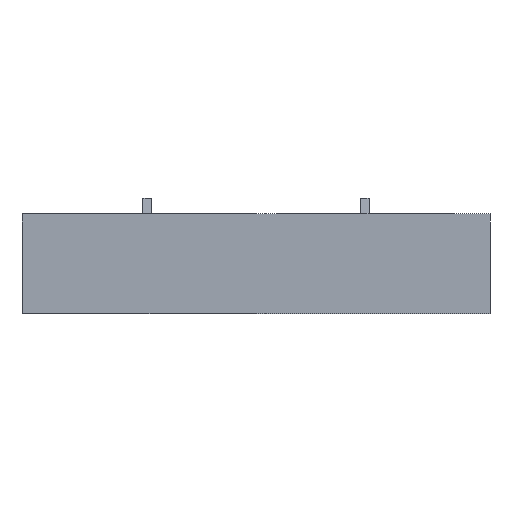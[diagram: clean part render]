
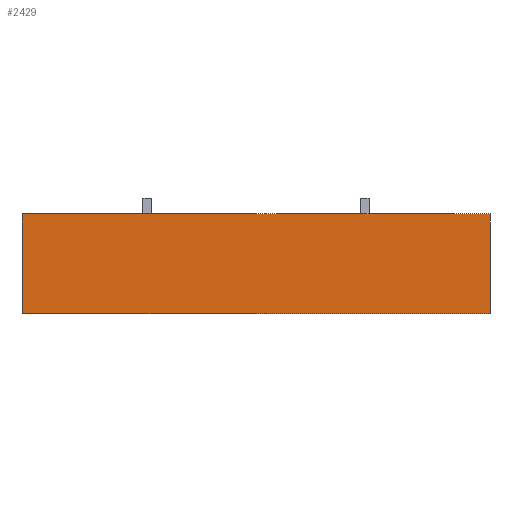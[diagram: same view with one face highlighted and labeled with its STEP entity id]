
A CAD part, front view. The second image highlights one B-rep face of the part: STEP entity #2429.
In plain terms, the highlighted planar face has unit normal (0, -1, 0).
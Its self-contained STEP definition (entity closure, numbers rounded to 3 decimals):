
#99 = AXIS2_PLACEMENT_3D ( 'NONE', #901, #900, #890 ) ;
#376 = CARTESIAN_POINT ( 'NONE',  ( 0., 15.064, 4.75 ) ) ;
#378 = DIRECTION ( 'NONE',  ( -1., 0., 0. ) ) ;
#499 = VERTEX_POINT ( 'NONE', #2320 ) ;
#517 = VERTEX_POINT ( 'NONE', #2305 ) ;
#626 = ORIENTED_EDGE ( 'NONE', *, *, #2541, .T. ) ;
#687 = VECTOR ( 'NONE', #378, 1000. ) ;
#692 = LINE ( 'NONE', #376, #687 ) ;
#832 = FACE_OUTER_BOUND ( 'NONE', #1912, .T. ) ;
#874 = CARTESIAN_POINT ( 'NONE',  ( 22.25, 15.064, -4.75 ) ) ;
#890 = DIRECTION ( 'NONE',  ( 0., 0., -1. ) ) ;
#900 = DIRECTION ( 'NONE',  ( 0., -1., 0. ) ) ;
#901 = CARTESIAN_POINT ( 'NONE',  ( 0., 15.064, 0. ) ) ;
#908 = VECTOR ( 'NONE', #1210, 1000. ) ;
#937 = LINE ( 'NONE', #1261, #908 ) ;
#952 = VERTEX_POINT ( 'NONE', #874 ) ;
#954 = PLANE ( 'NONE',  #99 ) ;
#1182 = VECTOR ( 'NONE', #1902, 1000. ) ;
#1200 = LINE ( 'NONE', #1917, #1182 ) ;
#1210 = DIRECTION ( 'NONE',  ( 0., 0., 1. ) ) ;
#1261 = CARTESIAN_POINT ( 'NONE',  ( 22.25, 15.064, 4.75 ) ) ;
#1372 = VERTEX_POINT ( 'NONE', #2806 ) ;
#1585 = VECTOR ( 'NONE', #2893, 1000. ) ;
#1597 = LINE ( 'NONE', #2922, #1585 ) ;
#1771 = EDGE_CURVE ( 'NONE', #517, #1372, #1597, .T. ) ;
#1902 = DIRECTION ( 'NONE',  ( 1., 0., 0. ) ) ;
#1912 = EDGE_LOOP ( 'NONE', ( #3029, #2121, #626, #3221 ) ) ;
#1917 = CARTESIAN_POINT ( 'NONE',  ( 0., 15.064, -4.75 ) ) ;
#2121 = ORIENTED_EDGE ( 'NONE', *, *, #2350, .T. ) ;
#2169 = EDGE_CURVE ( 'NONE', #1372, #952, #1200, .T. ) ;
#2305 = CARTESIAN_POINT ( 'NONE',  ( -22.25, 15.064, 4.75 ) ) ;
#2320 = CARTESIAN_POINT ( 'NONE',  ( 22.25, 15.064, 4.75 ) ) ;
#2350 = EDGE_CURVE ( 'NONE', #952, #499, #937, .T. ) ;
#2429 = ADVANCED_FACE ( 'NONE', ( #832 ), #954, .T. ) ;
#2541 = EDGE_CURVE ( 'NONE', #499, #517, #692, .T. ) ;
#2806 = CARTESIAN_POINT ( 'NONE',  ( -22.25, 15.064, -4.75 ) ) ;
#2893 = DIRECTION ( 'NONE',  ( 0., 0., -1. ) ) ;
#2922 = CARTESIAN_POINT ( 'NONE',  ( -22.25, 15.064, 4.75 ) ) ;
#3029 = ORIENTED_EDGE ( 'NONE', *, *, #2169, .T. ) ;
#3221 = ORIENTED_EDGE ( 'NONE', *, *, #1771, .T. ) ;
